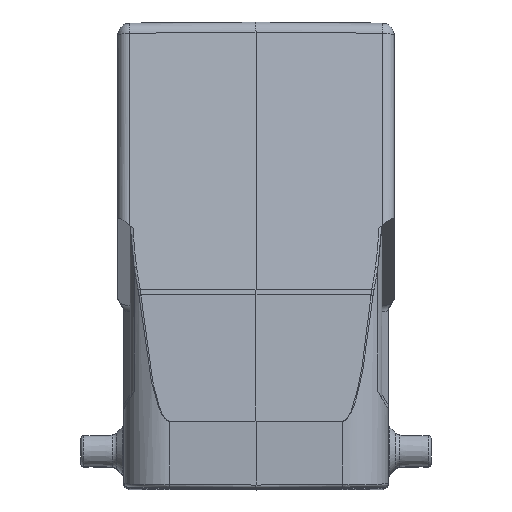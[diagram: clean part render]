
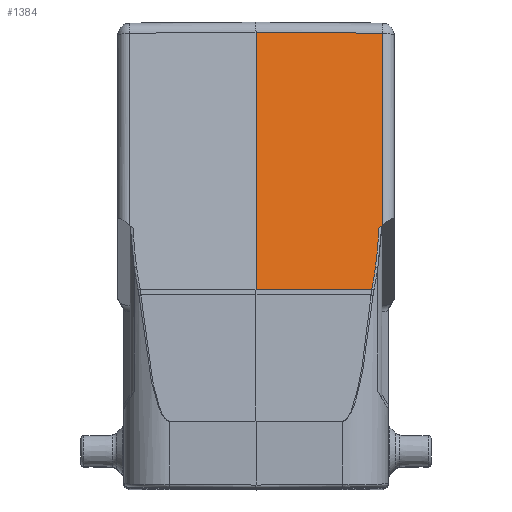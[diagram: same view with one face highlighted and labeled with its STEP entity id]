
A CAD part, top view. The second image highlights one B-rep face of the part: STEP entity #1384.
In plain terms, the highlighted planar face has unit normal (0.009, 0.174, 0.985).
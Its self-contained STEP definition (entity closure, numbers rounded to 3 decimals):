
#654=CIRCLE('',#9470,62.355);
#891=PLANE('',#9595);
#1384=ADVANCED_FACE('',(#2024),#891,.T.);
#2024=FACE_OUTER_BOUND('',#2597,.T.);
#2597=EDGE_LOOP('',(#4885,#4886,#4887,#4888,#4889,#4890,#4891));
#2854=ELLIPSE('',#9594,40.313,7.);
#4885=ORIENTED_EDGE('',*,*,#7080,.T.);
#4886=ORIENTED_EDGE('',*,*,#7075,.T.);
#4887=ORIENTED_EDGE('',*,*,#7073,.F.);
#4888=ORIENTED_EDGE('',*,*,#7190,.T.);
#4889=ORIENTED_EDGE('',*,*,#7191,.T.);
#4890=ORIENTED_EDGE('',*,*,#7192,.F.);
#4891=ORIENTED_EDGE('',*,*,#7193,.T.);
#5950=VERTEX_POINT('',#15913);
#5951=VERTEX_POINT('',#15917);
#5952=VERTEX_POINT('',#15921);
#5954=VERTEX_POINT('',#15945);
#6016=VERTEX_POINT('',#16295);
#6022=VERTEX_POINT('',#16334);
#6023=VERTEX_POINT('',#16336);
#7073=EDGE_CURVE('',#5950,#5951,#7899,.T.);
#7075=EDGE_CURVE('',#5952,#5951,#7900,.T.);
#7080=EDGE_CURVE('',#5954,#5952,#654,.T.);
#7190=EDGE_CURVE('',#5950,#6016,#7940,.T.);
#7191=EDGE_CURVE('',#6016,#6022,#7941,.T.);
#7192=EDGE_CURVE('',#6023,#6022,#7942,.T.);
#7193=EDGE_CURVE('',#6023,#5954,#2854,.T.);
#7899=LINE('',#15916,#8593);
#7900=LINE('',#15920,#8594);
#7940=LINE('',#16331,#8634);
#7941=LINE('',#16333,#8635);
#7942=LINE('',#16335,#8636);
#8593=VECTOR('',#11530,1.);
#8594=VECTOR('',#11535,1.);
#8634=VECTOR('',#11825,1.);
#8635=VECTOR('',#11828,1.);
#8636=VECTOR('',#11829,1.);
#9470=AXIS2_PLACEMENT_3D('',#15951,#11540,#11541);
#9594=AXIS2_PLACEMENT_3D('',#16337,#11830,#11831);
#9595=AXIS2_PLACEMENT_3D('',#16338,#11832,#11833);
#11530=DIRECTION('',(0.,-0.985,0.174));
#11535=DIRECTION('',(0.762,0.637,-0.119));
#11540=DIRECTION('',(0.009,0.174,0.985));
#11541=DIRECTION('',(0.,-0.985,0.174));
#11825=DIRECTION('',(-1.,0.009,0.007));
#11828=DIRECTION('',(0.,-0.985,0.174));
#11829=DIRECTION('',(-1.,0.001,0.009));
#11830=DIRECTION('',(0.009,0.174,0.985));
#11831=DIRECTION('',(0.002,-0.985,0.174));
#11832=DIRECTION('',(0.009,0.174,0.985));
#11833=DIRECTION('',(0.,-0.985,0.174));
#15913=CARTESIAN_POINT('',(20.517,19.584,50.546));
#15916=CARTESIAN_POINT('',(20.517,19.584,50.546));
#15917=CARTESIAN_POINT('',(20.517,-11.704,56.062));
#15920=CARTESIAN_POINT('',(19.963,-12.168,56.149));
#15921=CARTESIAN_POINT('',(19.963,-12.168,56.149));
#15945=CARTESIAN_POINT('',(19.449,-18.497,57.27));
#15951=CARTESIAN_POINT('',(-42.367,-10.39,56.388));
#16295=CARTESIAN_POINT('',(0.,19.763,50.696));
#16331=CARTESIAN_POINT('',(20.517,19.584,50.546));
#16333=CARTESIAN_POINT('',(0.,19.763,50.696));
#16334=CARTESIAN_POINT('',(0.,-22.155,58.087));
#16335=CARTESIAN_POINT('',(96.056,-22.264,57.255));
#16336=CARTESIAN_POINT('',(18.848,-22.176,57.924));
#16337=CARTESIAN_POINT('',(14.004,6.729,52.87));
#16338=CARTESIAN_POINT('',(0.,21.415,50.404));
